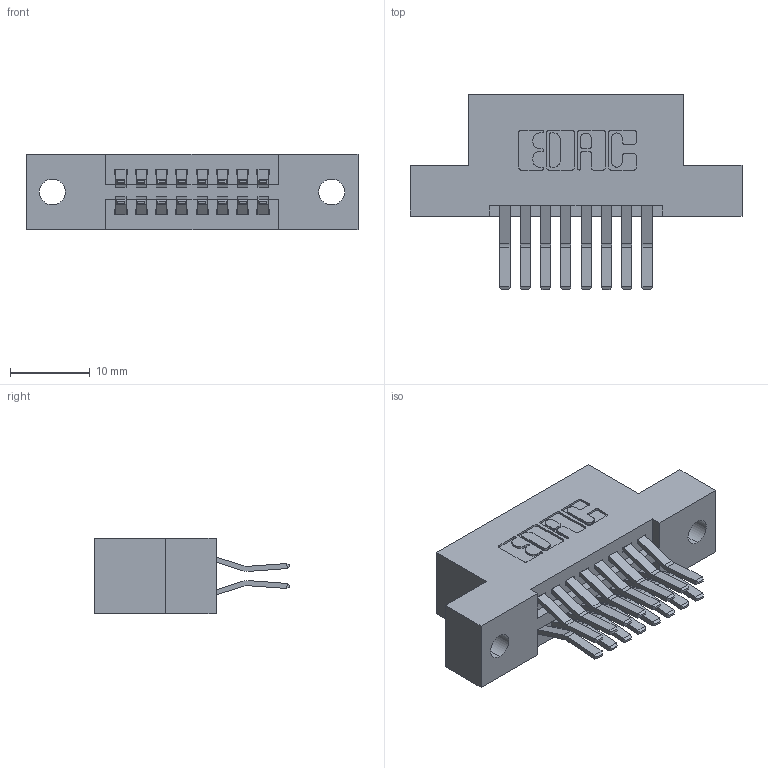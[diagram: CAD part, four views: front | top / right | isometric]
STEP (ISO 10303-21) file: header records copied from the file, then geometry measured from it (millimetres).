
FILE_DESCRIPTION (( 'STEP AP203' ), '1' );
FILE_NAME ('345-016-560-202.STEP', '2018-08-19T02:07:33', ( '' ), ( '' ), 'SwSTEP 2.0', 'SolidWorks 2016', '' );
FILE_SCHEMA (( 'CONFIG_CONTROL_DESIGN' ));
Length unit declared in the file: inch
Products named in the file (3): 345 Part_Flush Mounting Lugs - 0.128 Dia; 345-292-001_560 Tail; 345-016-560-202
Assembly tree (17 placements, depth 2):
  345-016-560-202
    345 Part_Flush Mounting Lugs - 0.128 Dia
    345-292-001_560 Tail  x16
Bounding box: 41.53 x 24.45 x 9.4 mm (x, y, z)
Volume: 3786.8 mm3; surface area: 4936 mm2
Topology: 17 solids, 17 shells, 958 faces, 2821 edges, 1858 vertices
Faces by surface type: plane 608, cylinder 350
Entity records: 10945 total; most frequent: CARTESIAN_POINT 1868, ORIENTED_EDGE 1802, DIRECTION 1693, EDGE_CURVE 901, LINE 733, VECTOR 733, VERTEX_POINT 598, AXIS2_PLACEMENT_3D 480
